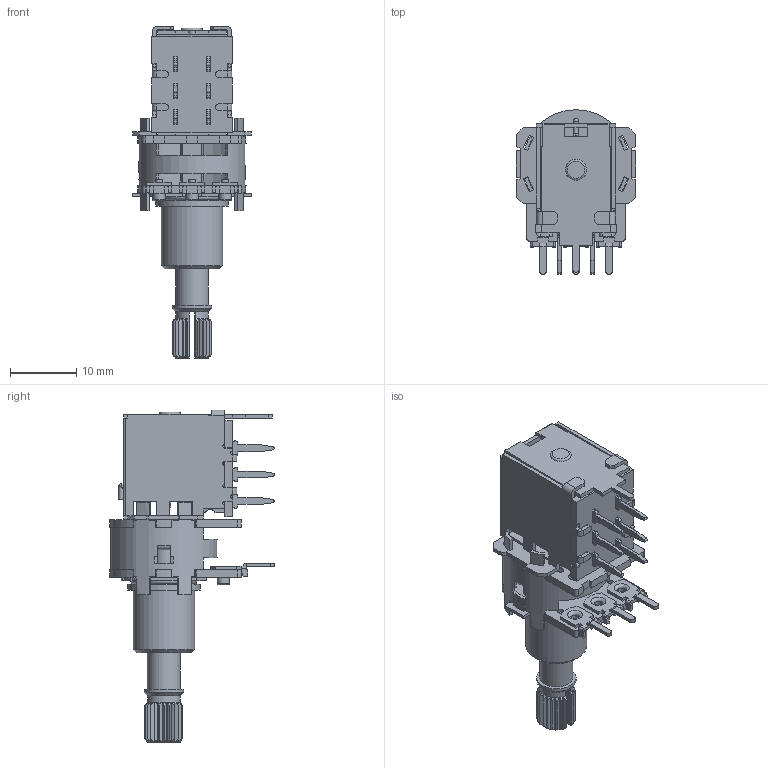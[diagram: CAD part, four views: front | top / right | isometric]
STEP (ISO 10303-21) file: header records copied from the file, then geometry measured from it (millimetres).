
FILE_DESCRIPTION((''),'2;1');
FILE_NAME('K16110U04K.stp','2014-02-17T14:48:47',('jia'),(''),'Autodesk Inventor 2011','Autodesk Inventor 2011','');
FILE_SCHEMA(('AUTOMOTIVE_DESIGN { 1 0 10303 214 1 1 1 1 }'));
Length unit declared in the file: millimetre
Products named in the file (12): K16110U04K; 軸受 1; 前側板 1; 基板 1; 外蓋; SW block 2.0.iam (~1); 單梢 - 1; 絕緣板 1; 端子 1; UER11A35 2; 2M220360 端子; K軸 24山 1
Assembly tree (15 placements, depth 3):
  K16110U04K
    軸受 1
    前側板 1
    基板 1  x2
    外蓋
    SW block 2.0.iam (~1)
      單梢 - 1
      絕緣板 1
      端子 1  x2
      UER11A35 2
    2M220360 端子  x3
    K軸 24山 1
Bounding box: 18.1 x 24.92 x 50.3 mm (x, y, z)
Volume: 2667 mm3; surface area: 6776.2 mm2
Topology: 14 solids, 14 shells, 914 faces, 2554 edges, 1671 vertices
Faces by surface type: plane 695, cylinder 191, torus 14, cone 9, sphere 3, bspline 2
Full cylindrical faces by diameter (mm): 0.8 x4, 0.9 x5, 1.25 x3, 1.3 x1, 1.85 x3, 1.9 x6, 2 x1, 3 x1, 3.45 x1, 5 x1, 5.01 x1, 6 x2, 7.5 x1, 9.3 x1, 11 x1, 15.2 x1, 16.2 x1
Entity records: 23518 total; most frequent: CARTESIAN_POINT 4899, ORIENTED_EDGE 3864, DIRECTION 3692, EDGE_CURVE 1932, VECTOR 1422, LINE 1422, VERTEX_POINT 1282, AXIS2_PLACEMENT_3D 1135
